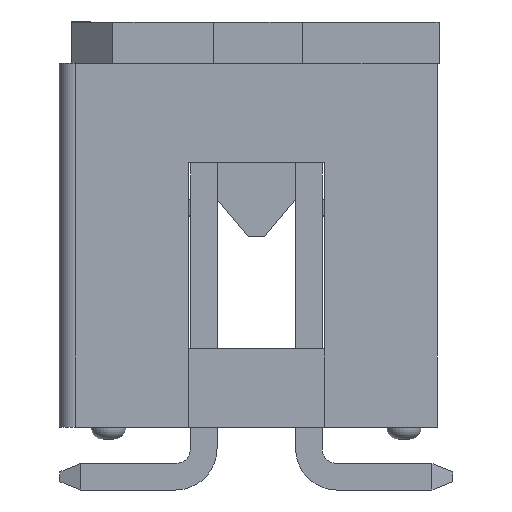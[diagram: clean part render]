
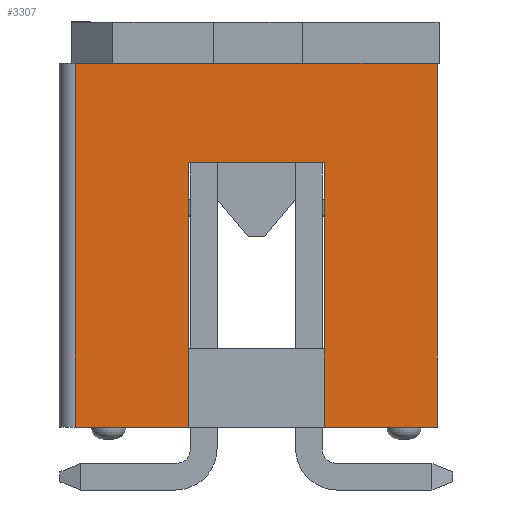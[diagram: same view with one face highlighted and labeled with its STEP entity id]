
A CAD part, left-side view. The second image highlights one B-rep face of the part: STEP entity #3307.
In plain terms, the highlighted planar face has unit normal (-1, 0, 0).
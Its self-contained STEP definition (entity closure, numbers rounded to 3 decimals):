
#124=LINE('',#4730,#567);
#128=LINE('',#4738,#571);
#206=LINE('',#4895,#649);
#208=LINE('',#4899,#651);
#209=LINE('',#4902,#652);
#210=LINE('',#4903,#653);
#211=LINE('',#4905,#654);
#212=LINE('',#4906,#655);
#567=VECTOR('',#3806,1000.);
#571=VECTOR('',#3810,1000.);
#649=VECTOR('',#3900,1000.);
#651=VECTOR('',#3904,1000.);
#652=VECTOR('',#3905,1000.);
#653=VECTOR('',#3906,1000.);
#654=VECTOR('',#3907,1000.);
#655=VECTOR('',#3908,1000.);
#1108=ORIENTED_EDGE('',*,*,#2028,.T.);
#1109=ORIENTED_EDGE('',*,*,#2029,.T.);
#1110=ORIENTED_EDGE('',*,*,#1943,.F.);
#1111=ORIENTED_EDGE('',*,*,#2030,.T.);
#1112=ORIENTED_EDGE('',*,*,#2031,.T.);
#1113=ORIENTED_EDGE('',*,*,#2026,.F.);
#1114=ORIENTED_EDGE('',*,*,#1947,.F.);
#1115=ORIENTED_EDGE('',*,*,#2032,.F.);
#1943=EDGE_CURVE('',#2406,#2407,#124,.T.);
#1947=EDGE_CURVE('',#2410,#2411,#128,.T.);
#2026=EDGE_CURVE('',#2411,#2484,#206,.T.);
#2028=EDGE_CURVE('',#2485,#2486,#208,.T.);
#2029=EDGE_CURVE('',#2486,#2407,#209,.T.);
#2030=EDGE_CURVE('',#2406,#2487,#210,.T.);
#2031=EDGE_CURVE('',#2487,#2484,#211,.T.);
#2032=EDGE_CURVE('',#2485,#2410,#212,.T.);
#2406=VERTEX_POINT('',#4729);
#2407=VERTEX_POINT('',#4731);
#2410=VERTEX_POINT('',#4737);
#2411=VERTEX_POINT('',#4739);
#2484=VERTEX_POINT('',#4896);
#2485=VERTEX_POINT('',#4900);
#2486=VERTEX_POINT('',#4901);
#2487=VERTEX_POINT('',#4904);
#2705=EDGE_LOOP('',(#1108,#1109,#1110,#1111,#1112,#1113,#1114,#1115));
#2930=FACE_BOUND('',#2705,.T.);
#3129=PLANE('',#3542);
#3307=ADVANCED_FACE('',(#2930),#3129,.T.);
#3542=AXIS2_PLACEMENT_3D('',#4898,#3902,#3903);
#3806=DIRECTION('',(0.,1.,0.));
#3810=DIRECTION('',(0.,1.,0.));
#3900=DIRECTION('',(0.,0.,1.));
#3902=DIRECTION('',(-1.,0.,0.));
#3903=DIRECTION('',(0.,0.,1.));
#3904=DIRECTION('',(0.,-1.,0.));
#3905=DIRECTION('',(0.,0.,-1.));
#3906=DIRECTION('',(0.,0.,1.));
#3907=DIRECTION('',(0.,1.,0.));
#3908=DIRECTION('',(0.,0.,-1.));
#4729=CARTESIAN_POINT('',(-10.16,-4.375,-4.4));
#4730=CARTESIAN_POINT('',(-10.16,-4.375,-4.4));
#4731=CARTESIAN_POINT('',(-10.16,-1.65,-4.4));
#4737=CARTESIAN_POINT('',(-10.16,1.65,-4.4));
#4738=CARTESIAN_POINT('',(-10.16,-4.375,-4.4));
#4739=CARTESIAN_POINT('',(-10.16,4.375,-4.4));
#4895=CARTESIAN_POINT('',(-10.16,4.375,-4.4));
#4896=CARTESIAN_POINT('',(-10.16,4.375,4.4));
#4898=CARTESIAN_POINT('',(-10.16,-4.375,-4.4));
#4899=CARTESIAN_POINT('',(-10.16,1.65,2.));
#4900=CARTESIAN_POINT('',(-10.16,1.65,2.));
#4901=CARTESIAN_POINT('',(-10.16,-1.65,2.));
#4902=CARTESIAN_POINT('',(-10.16,-1.65,2.));
#4903=CARTESIAN_POINT('',(-10.16,-4.375,-4.4));
#4904=CARTESIAN_POINT('',(-10.16,-4.375,4.4));
#4905=CARTESIAN_POINT('',(-10.16,-4.375,4.4));
#4906=CARTESIAN_POINT('',(-10.16,1.65,2.));
